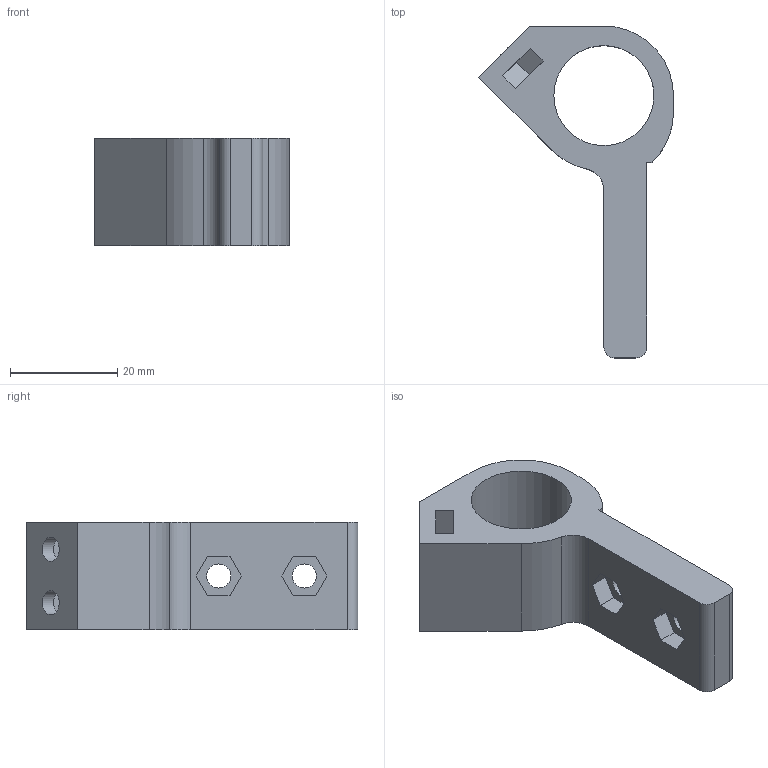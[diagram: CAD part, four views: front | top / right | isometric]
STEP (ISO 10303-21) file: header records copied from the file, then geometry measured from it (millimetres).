
FILE_DESCRIPTION(('FreeCAD Model'),'2;1');
FILE_NAME('Open CASCADE Shape Model','2021-10-01T14:50:42',('Author'),( ''),'Open CASCADE STEP processor 7.4','FreeCAD','Unknown');
FILE_SCHEMA(('AUTOMOTIVE_DESIGN_CC2 { 1 2 10303 214 -1 1 5 4 }'));
Length unit declared in the file: millimetre
Products named in the file (1): UpperClamp
Bounding box: 36.42 x 62 x 20 mm (x, y, z)
Volume: 13615.3 mm3; surface area: 6671.5 mm2
Topology: 1 solids, 1 shells, 51 faces, 133 edges, 88 vertices
Faces by surface type: plane 36, cylinder 13, cone 2
Full cylindrical faces by diameter (mm): 4.5 x6, 18.7 x1
Entity records: 3358 total; most frequent: CARTESIAN_POINT 665, DIRECTION 501, LINE 343, VECTOR 343, ORIENTED_EDGE 262, PCURVE 262, DEFINITIONAL_REPRESENTATION 262, EDGE_CURVE 131
